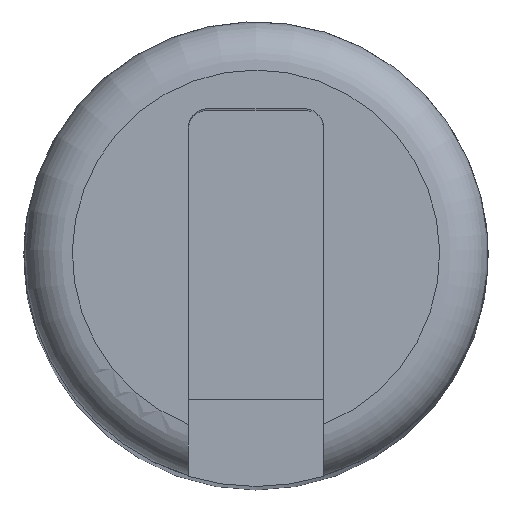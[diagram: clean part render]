
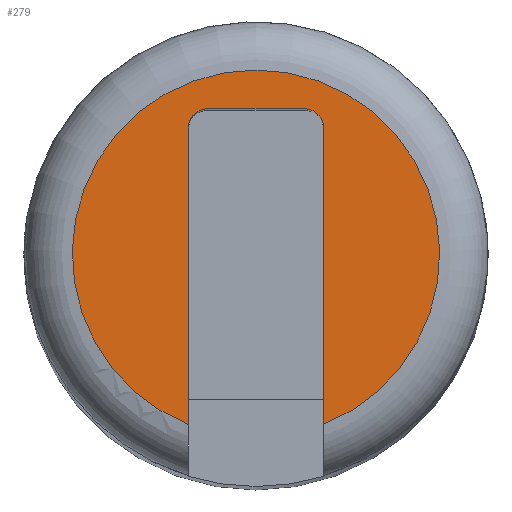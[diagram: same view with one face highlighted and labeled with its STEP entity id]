
A CAD part, top view. The second image highlights one B-rep face of the part: STEP entity #279.
In plain terms, the highlighted planar face has unit normal (0, 0, 1).
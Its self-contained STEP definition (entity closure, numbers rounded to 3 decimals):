
#24=LINE('',#439,#46);
#30=LINE('',#453,#52);
#31=LINE('',#457,#53);
#46=VECTOR('',#343,10.);
#52=VECTOR('',#353,10.);
#53=VECTOR('',#356,10.);
#69=PLANE('',#311);
#77=FACE_OUTER_BOUND('',#92,.T.);
#92=EDGE_LOOP('',(#207,#208,#209,#210,#211,#212));
#106=CIRCLE('',#306,9.5);
#110=CIRCLE('',#312,1.);
#111=CIRCLE('',#313,1.002);
#126=VERTEX_POINT('',#410);
#127=VERTEX_POINT('',#421);
#130=VERTEX_POINT('',#438);
#136=VERTEX_POINT('',#452);
#137=VERTEX_POINT('',#454);
#138=VERTEX_POINT('',#456);
#154=EDGE_CURVE('',#126,#127,#106,.T.);
#158=EDGE_CURVE('',#130,#127,#24,.T.);
#165=EDGE_CURVE('',#126,#136,#30,.T.);
#166=EDGE_CURVE('',#136,#137,#110,.T.);
#167=EDGE_CURVE('',#137,#138,#31,.T.);
#168=EDGE_CURVE('',#138,#130,#111,.T.);
#207=ORIENTED_EDGE('',*,*,#154,.F.);
#208=ORIENTED_EDGE('',*,*,#165,.T.);
#209=ORIENTED_EDGE('',*,*,#166,.T.);
#210=ORIENTED_EDGE('',*,*,#167,.T.);
#211=ORIENTED_EDGE('',*,*,#168,.T.);
#212=ORIENTED_EDGE('',*,*,#158,.T.);
#279=ADVANCED_FACE('',(#77),#69,.T.);
#306=AXIS2_PLACEMENT_3D('',#422,#335,#336);
#311=AXIS2_PLACEMENT_3D('',#451,#351,#352);
#312=AXIS2_PLACEMENT_3D('',#455,#354,#355);
#313=AXIS2_PLACEMENT_3D('',#458,#357,#358);
#335=DIRECTION('center_axis',(0.,0.,-1.));
#336=DIRECTION('ref_axis',(0.,1.,0.));
#343=DIRECTION('',(0.,-1.,0.));
#351=DIRECTION('center_axis',(0.,0.,1.));
#352=DIRECTION('ref_axis',(1.,0.,0.));
#353=DIRECTION('',(0.,1.,0.));
#354=DIRECTION('center_axis',(0.,0.,-1.));
#355=DIRECTION('ref_axis',(0.,1.,0.));
#356=DIRECTION('',(1.,0.,0.));
#357=DIRECTION('center_axis',(0.,0.,-1.));
#358=DIRECTION('ref_axis',(1.,0.,0.));
#410=CARTESIAN_POINT('',(-3.5,-8.832,125.));
#421=CARTESIAN_POINT('',(3.502,-8.831,125.));
#422=CARTESIAN_POINT('Origin',(0.,0.,125.));
#438=CARTESIAN_POINT('',(3.502,6.498,125.));
#439=CARTESIAN_POINT('',(3.502,-1.75,125.));
#451=CARTESIAN_POINT('Origin',(0.,0.,125.));
#452=CARTESIAN_POINT('',(-3.5,6.5,125.));
#453=CARTESIAN_POINT('',(-3.5,-3.75,125.));
#454=CARTESIAN_POINT('',(-2.5,7.5,125.));
#455=CARTESIAN_POINT('Origin',(-2.5,6.5,125.));
#456=CARTESIAN_POINT('',(2.5,7.5,125.));
#457=CARTESIAN_POINT('',(-1.25,7.5,125.));
#458=CARTESIAN_POINT('Origin',(2.5,6.498,125.));
